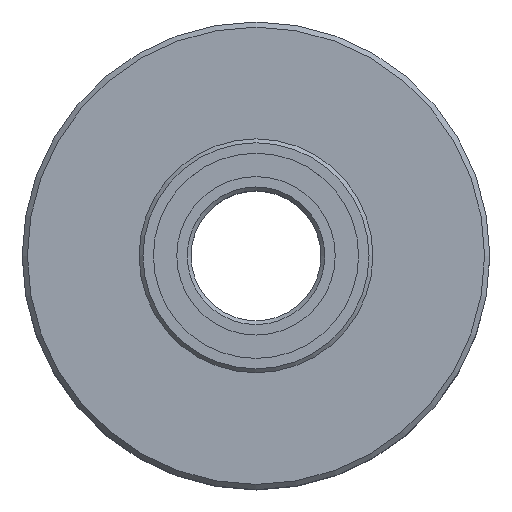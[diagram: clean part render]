
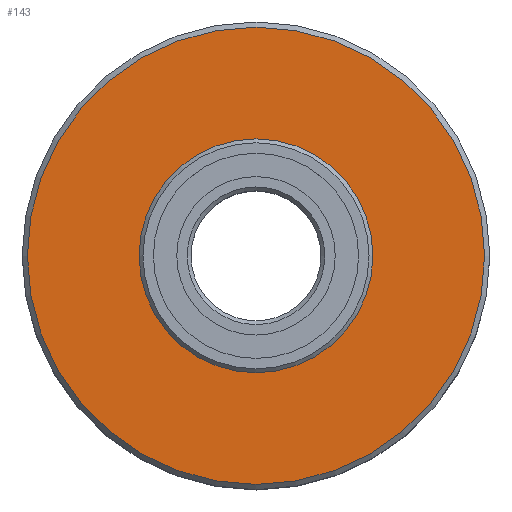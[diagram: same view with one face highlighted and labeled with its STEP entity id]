
A CAD part, top view. The second image highlights one B-rep face of the part: STEP entity #143.
In plain terms, the highlighted planar face has unit normal (0, 0, 1).
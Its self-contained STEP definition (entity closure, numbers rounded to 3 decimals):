
#59 = EDGE_CURVE('',#60,#60,#62,.T.);
#60 = VERTEX_POINT('',#61);
#61 = CARTESIAN_POINT('',(4.5,0.,4.25));
#62 = SURFACE_CURVE('',#63,(#68,#80),.PCURVE_S1.);
#63 = CIRCLE('',#64,4.5);
#64 = AXIS2_PLACEMENT_3D('',#65,#66,#67);
#65 = CARTESIAN_POINT('',(0.,0.,4.25));
#66 = DIRECTION('',(0.,0.,-1.));
#67 = DIRECTION('',(1.,0.,0.));
#68 = PCURVE('',#69,#74);
#69 = CYLINDRICAL_SURFACE('',#70,4.5);
#70 = AXIS2_PLACEMENT_3D('',#71,#72,#73);
#71 = CARTESIAN_POINT('',(0.,0.,4.25));
#72 = DIRECTION('',(0.,0.,-1.));
#73 = DIRECTION('',(1.,0.,0.));
#74 = DEFINITIONAL_REPRESENTATION('',(#75),#79);
#75 = LINE('',#76,#77);
#76 = CARTESIAN_POINT('',(0.,0.));
#77 = VECTOR('',#78,1.);
#78 = DIRECTION('',(1.,0.));
#79 = ( GEOMETRIC_REPRESENTATION_CONTEXT(2) 
PARAMETRIC_REPRESENTATION_CONTEXT() REPRESENTATION_CONTEXT('2D SPACE',''
  ) );
#80 = PCURVE('',#81,#86);
#81 = PLANE('',#82);
#82 = AXIS2_PLACEMENT_3D('',#83,#84,#85);
#83 = CARTESIAN_POINT('',(0.,0.,4.25));
#84 = DIRECTION('',(0.,0.,-1.));
#85 = DIRECTION('',(1.,0.,0.));
#86 = DEFINITIONAL_REPRESENTATION('',(#87),#91);
#87 = CIRCLE('',#88,4.5);
#88 = AXIS2_PLACEMENT_2D('',#89,#90);
#89 = CARTESIAN_POINT('',(0.,0.));
#90 = DIRECTION('',(1.,-0.));
#91 = ( GEOMETRIC_REPRESENTATION_CONTEXT(2) 
PARAMETRIC_REPRESENTATION_CONTEXT() REPRESENTATION_CONTEXT('2D SPACE',''
  ) );
#143 = ADVANCED_FACE('',(#144,#147),#81,.F.);
#144 = FACE_BOUND('',#145,.T.);
#145 = EDGE_LOOP('',(#146));
#146 = ORIENTED_EDGE('',*,*,#59,.T.);
#147 = FACE_BOUND('',#148,.T.);
#148 = EDGE_LOOP('',(#149));
#149 = ORIENTED_EDGE('',*,*,#150,.F.);
#150 = EDGE_CURVE('',#151,#151,#153,.T.);
#151 = VERTEX_POINT('',#152);
#152 = CARTESIAN_POINT('',(8.8,0.,4.25));
#153 = SURFACE_CURVE('',#154,(#159,#166),.PCURVE_S1.);
#154 = CIRCLE('',#155,8.8);
#155 = AXIS2_PLACEMENT_3D('',#156,#157,#158);
#156 = CARTESIAN_POINT('',(0.,0.,4.25));
#157 = DIRECTION('',(0.,0.,-1.));
#158 = DIRECTION('',(1.,0.,0.));
#159 = PCURVE('',#81,#160);
#160 = DEFINITIONAL_REPRESENTATION('',(#161),#165);
#161 = CIRCLE('',#162,8.8);
#162 = AXIS2_PLACEMENT_2D('',#163,#164);
#163 = CARTESIAN_POINT('',(0.,0.));
#164 = DIRECTION('',(1.,-0.));
#165 = ( GEOMETRIC_REPRESENTATION_CONTEXT(2) 
PARAMETRIC_REPRESENTATION_CONTEXT() REPRESENTATION_CONTEXT('2D SPACE',''
  ) );
#166 = PCURVE('',#167,#172);
#167 = CONICAL_SURFACE('',#168,8.8,0.785);
#168 = AXIS2_PLACEMENT_3D('',#169,#170,#171);
#169 = CARTESIAN_POINT('',(0.,0.,4.25));
#170 = DIRECTION('',(0.,0.,-1.));
#171 = DIRECTION('',(1.,0.,0.));
#172 = DEFINITIONAL_REPRESENTATION('',(#173),#177);
#173 = LINE('',#174,#175);
#174 = CARTESIAN_POINT('',(0.,0.));
#175 = VECTOR('',#176,1.);
#176 = DIRECTION('',(1.,0.));
#177 = ( GEOMETRIC_REPRESENTATION_CONTEXT(2) 
PARAMETRIC_REPRESENTATION_CONTEXT() REPRESENTATION_CONTEXT('2D SPACE',''
  ) );
